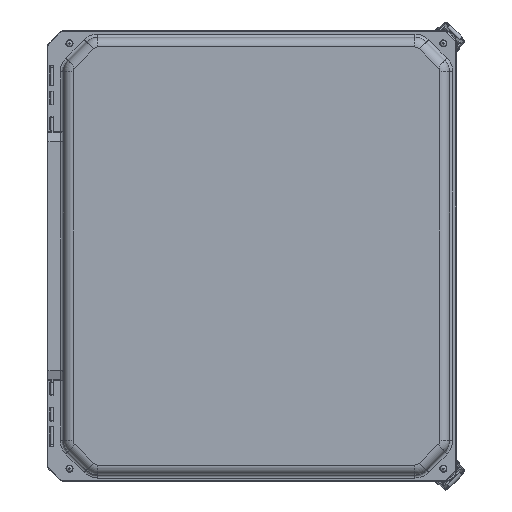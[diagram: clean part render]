
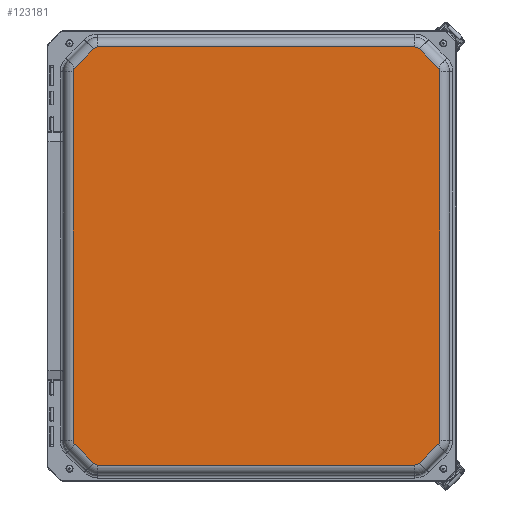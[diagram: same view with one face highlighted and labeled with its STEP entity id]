
A CAD part, top view. The second image highlights one B-rep face of the part: STEP entity #123181.
In plain terms, the highlighted planar face has unit normal (0, 0, 1).
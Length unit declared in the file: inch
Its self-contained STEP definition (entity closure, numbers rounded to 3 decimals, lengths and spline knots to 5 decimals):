
#338 = ORIENTED_EDGE ( 'NONE', *, *, #56253, .T. ) ;
#361 = VERTEX_POINT ( 'NONE', #19937 ) ;
#582 = VERTEX_POINT ( 'NONE', #103174 ) ;
#1532 = DIRECTION ( 'NONE',  ( 0., 0., 1. ) ) ;
#1582 = AXIS2_PLACEMENT_3D ( 'NONE', #52476, #117359, #97008 ) ;
#1909 = LINE ( 'NONE', #101096, #121311 ) ;
#4938 = EDGE_CURVE ( 'NONE', #31619, #131116, #12515, .T. ) ;
#6167 = ORIENTED_EDGE ( 'NONE', *, *, #112718, .T. ) ;
#6288 = ORIENTED_EDGE ( 'NONE', *, *, #111057, .T. ) ;
#6497 = LINE ( 'NONE', #80415, #112971 ) ;
#7469 = DIRECTION ( 'NONE',  ( 0., 0., 1. ) ) ;
#8119 = CARTESIAN_POINT ( 'NONE',  ( -0.001, 8.15336, 8.343 ) ) ;
#8490 = CIRCLE ( 'NONE', #34075, 0.25386 ) ;
#9724 = CARTESIAN_POINT ( 'NONE',  ( -6.36256, 8.079, 8.343 ) ) ;
#10160 = ORIENTED_EDGE ( 'NONE', *, *, #30228, .T. ) ;
#12515 = LINE ( 'NONE', #76498, #102670 ) ;
#13153 = EDGE_CURVE ( 'NONE', #103111, #73813, #65245, .T. ) ;
#13525 = AXIS2_PLACEMENT_3D ( 'NONE', #89549, #49929, #28337 ) ;
#14755 = DIRECTION ( 'NONE',  ( 0., 0., 1. ) ) ;
#17111 = CIRCLE ( 'NONE', #80778, 0.25386 ) ;
#19004 = CIRCLE ( 'NONE', #13525, 0.25386 ) ;
#19207 = FACE_OUTER_BOUND ( 'NONE', #123332, .T. ) ;
#19241 = EDGE_CURVE ( 'NONE', #54493, #35075, #1909, .T. ) ;
#19722 = DIRECTION ( 'NONE',  ( -0.707, 0.707, 0. ) ) ;
#19937 = CARTESIAN_POINT ( 'NONE',  ( 7.077, -7.36256, 8.343 ) ) ;
#20152 = ORIENTED_EDGE ( 'NONE', *, *, #26143, .T. ) ;
#20875 = VECTOR ( 'NONE', #87223, 39.37008 ) ;
#22192 = PLANE ( 'NONE',  #119791 ) ;
#24026 = CARTESIAN_POINT ( 'NONE',  ( -7.079, 7.36256, 8.343 ) ) ;
#25430 = CARTESIAN_POINT ( 'NONE',  ( -6.18306, 8.15336, 8.343 ) ) ;
#25458 = CARTESIAN_POINT ( 'NONE',  ( 7.15136, -7.18306, 8.343 ) ) ;
#26143 = EDGE_CURVE ( 'NONE', #116717, #118623, #111483, .T. ) ;
#28337 = DIRECTION ( 'NONE',  ( 1., 0., 0. ) ) ;
#29748 = DIRECTION ( 'NONE',  ( -1., 0., 0. ) ) ;
#30086 = DIRECTION ( 'NONE',  ( 1., 0., 0. ) ) ;
#30228 = EDGE_CURVE ( 'NONE', #67478, #53239, #54313, .T. ) ;
#31236 = ORIENTED_EDGE ( 'NONE', *, *, #90596, .T. ) ;
#31555 = VERTEX_POINT ( 'NONE', #73542 ) ;
#31619 = VERTEX_POINT ( 'NONE', #25458 ) ;
#32131 = ORIENTED_EDGE ( 'NONE', *, *, #13153, .T. ) ;
#33130 = CARTESIAN_POINT ( 'NONE',  ( -6.36256, 8.079, 8.343 ) ) ;
#34075 = AXIS2_PLACEMENT_3D ( 'NONE', #39036, #7469, #58792 ) ;
#35075 = VERTEX_POINT ( 'NONE', #67305 ) ;
#35582 = DIRECTION ( 'NONE',  ( 0., 0., 1. ) ) ;
#35992 = CARTESIAN_POINT ( 'NONE',  ( 7.15136, 7.18306, 8.343 ) ) ;
#36076 = CARTESIAN_POINT ( 'NONE',  ( 6.36056, -8.079, 8.343 ) ) ;
#36211 = LINE ( 'NONE', #56707, #58776 ) ;
#38576 = VERTEX_POINT ( 'NONE', #133093 ) ;
#39036 = CARTESIAN_POINT ( 'NONE',  ( -6.18306, 7.8995, 8.343 ) ) ;
#39139 = ORIENTED_EDGE ( 'NONE', *, *, #19241, .T. ) ;
#39624 = CIRCLE ( 'NONE', #128893, 0.25386 ) ;
#41322 = CIRCLE ( 'NONE', #76279, 0.25386 ) ;
#41345 = CARTESIAN_POINT ( 'NONE',  ( 6.8975, 7.18306, 8.343 ) ) ;
#41364 = CARTESIAN_POINT ( 'NONE',  ( -7.15336, -7.18306, 8.343 ) ) ;
#43539 = ORIENTED_EDGE ( 'NONE', *, *, #107188, .T. ) ;
#43806 = AXIS2_PLACEMENT_3D ( 'NONE', #63197, #1532, #94293 ) ;
#46451 = LINE ( 'NONE', #36076, #123987 ) ;
#48930 = ORIENTED_EDGE ( 'NONE', *, *, #4938, .T. ) ;
#49929 = DIRECTION ( 'NONE',  ( 0., 0., 1. ) ) ;
#52476 = CARTESIAN_POINT ( 'NONE',  ( 6.18106, 7.8995, 8.343 ) ) ;
#53239 = VERTEX_POINT ( 'NONE', #25430 ) ;
#54313 = LINE ( 'NONE', #8119, #126912 ) ;
#54493 = VERTEX_POINT ( 'NONE', #101650 ) ;
#56253 = EDGE_CURVE ( 'NONE', #35075, #93953, #39624, .T. ) ;
#56322 = VERTEX_POINT ( 'NONE', #41364 ) ;
#56707 = CARTESIAN_POINT ( 'NONE',  ( -0.001, -8.15336, 8.343 ) ) ;
#57345 = AXIS2_PLACEMENT_3D ( 'NONE', #109023, #35582, #65752 ) ;
#58776 = VECTOR ( 'NONE', #67919, 39.37008 ) ;
#58792 = DIRECTION ( 'NONE',  ( 0., -1., 0. ) ) ;
#59539 = CARTESIAN_POINT ( 'NONE',  ( -6.18306, -8.15336, 8.343 ) ) ;
#60582 = ORIENTED_EDGE ( 'NONE', *, *, #107072, .T. ) ;
#61967 = DIRECTION ( 'NONE',  ( 0., 0., 1. ) ) ;
#63197 = CARTESIAN_POINT ( 'NONE',  ( 6.18106, -7.8995, 8.343 ) ) ;
#65245 = LINE ( 'NONE', #33130, #105622 ) ;
#65752 = DIRECTION ( 'NONE',  ( 1., 0., 0. ) ) ;
#65852 = ORIENTED_EDGE ( 'NONE', *, *, #121503, .T. ) ;
#67305 = CARTESIAN_POINT ( 'NONE',  ( -6.36256, -8.079, 8.343 ) ) ;
#67478 = VERTEX_POINT ( 'NONE', #67522 ) ;
#67522 = CARTESIAN_POINT ( 'NONE',  ( 6.18106, 8.15336, 8.343 ) ) ;
#67919 = DIRECTION ( 'NONE',  ( 1., 0., 0. ) ) ;
#68564 = CIRCLE ( 'NONE', #1582, 0.25386 ) ;
#69548 = DIRECTION ( 'NONE',  ( 1., 0., 0. ) ) ;
#70621 = EDGE_CURVE ( 'NONE', #131116, #38576, #41322, .T. ) ;
#73542 = CARTESIAN_POINT ( 'NONE',  ( 6.36056, 8.079, 8.343 ) ) ;
#73813 = VERTEX_POINT ( 'NONE', #24026 ) ;
#76279 = AXIS2_PLACEMENT_3D ( 'NONE', #41345, #61967, #124712 ) ;
#76498 = CARTESIAN_POINT ( 'NONE',  ( 7.15136, 0., 8.343 ) ) ;
#76826 = CARTESIAN_POINT ( 'NONE',  ( -0.001, 0., 8.343 ) ) ;
#79378 = DIRECTION ( 'NONE',  ( 1., 0., 0. ) ) ;
#80415 = CARTESIAN_POINT ( 'NONE',  ( 7.077, 7.36256, 8.343 ) ) ;
#80778 = AXIS2_PLACEMENT_3D ( 'NONE', #97090, #14755, #69548 ) ;
#82044 = LINE ( 'NONE', #88109, #20875 ) ;
#82409 = CARTESIAN_POINT ( 'NONE',  ( 6.18106, -8.15336, 8.343 ) ) ;
#83540 = DIRECTION ( 'NONE',  ( -0.707, -0.707, 0. ) ) ;
#87223 = DIRECTION ( 'NONE',  ( 0., -1., 0. ) ) ;
#88109 = CARTESIAN_POINT ( 'NONE',  ( -7.15336, 0., 8.343 ) ) ;
#89549 = CARTESIAN_POINT ( 'NONE',  ( 6.8975, -7.18306, 8.343 ) ) ;
#90596 = EDGE_CURVE ( 'NONE', #118623, #361, #46451, .T. ) ;
#93419 = CARTESIAN_POINT ( 'NONE',  ( 6.36056, -8.079, 8.343 ) ) ;
#93953 = VERTEX_POINT ( 'NONE', #59539 ) ;
#94293 = DIRECTION ( 'NONE',  ( 0., -1., 0. ) ) ;
#97008 = DIRECTION ( 'NONE',  ( 1., 0., 0. ) ) ;
#97090 = CARTESIAN_POINT ( 'NONE',  ( -6.8995, -7.18306, 8.343 ) ) ;
#98621 = DIRECTION ( 'NONE',  ( 0., 1., 0. ) ) ;
#100351 = CIRCLE ( 'NONE', #57345, 0.25386 ) ;
#101096 = CARTESIAN_POINT ( 'NONE',  ( -7.079, -7.36256, 8.343 ) ) ;
#101650 = CARTESIAN_POINT ( 'NONE',  ( -7.079, -7.36256, 8.343 ) ) ;
#102670 = VECTOR ( 'NONE', #98621, 39.37008 ) ;
#103111 = VERTEX_POINT ( 'NONE', #9724 ) ;
#103174 = CARTESIAN_POINT ( 'NONE',  ( -7.15336, 7.18306, 8.343 ) ) ;
#103405 = EDGE_CURVE ( 'NONE', #31555, #67478, #68564, .T. ) ;
#103685 = ORIENTED_EDGE ( 'NONE', *, *, #131950, .T. ) ;
#104868 = ORIENTED_EDGE ( 'NONE', *, *, #115734, .T. ) ;
#105622 = VECTOR ( 'NONE', #83540, 39.37008 ) ;
#107072 = EDGE_CURVE ( 'NONE', #93953, #116717, #36211, .T. ) ;
#107188 = EDGE_CURVE ( 'NONE', #361, #31619, #19004, .T. ) ;
#107742 = DIRECTION ( 'NONE',  ( 0.707, 0.707, 0. ) ) ;
#109023 = CARTESIAN_POINT ( 'NONE',  ( -6.8995, 7.18306, 8.343 ) ) ;
#109798 = ORIENTED_EDGE ( 'NONE', *, *, #103405, .T. ) ;
#111057 = EDGE_CURVE ( 'NONE', #56322, #54493, #17111, .T. ) ;
#111475 = DIRECTION ( 'NONE',  ( 0.707, -0.707, 0. ) ) ;
#111483 = CIRCLE ( 'NONE', #43806, 0.25386 ) ;
#112077 = DIRECTION ( 'NONE',  ( 0., 0., 1. ) ) ;
#112718 = EDGE_CURVE ( 'NONE', #38576, #31555, #6497, .T. ) ;
#112971 = VECTOR ( 'NONE', #19722, 39.37008 ) ;
#113352 = DIRECTION ( 'NONE',  ( 0., 0., 1. ) ) ;
#113465 = ORIENTED_EDGE ( 'NONE', *, *, #70621, .T. ) ;
#115734 = EDGE_CURVE ( 'NONE', #582, #56322, #82044, .T. ) ;
#116717 = VERTEX_POINT ( 'NONE', #82409 ) ;
#117359 = DIRECTION ( 'NONE',  ( 0., 0., 1. ) ) ;
#118623 = VERTEX_POINT ( 'NONE', #93419 ) ;
#119791 = AXIS2_PLACEMENT_3D ( 'NONE', #76826, #113352, #79378 ) ;
#121311 = VECTOR ( 'NONE', #111475, 39.37008 ) ;
#121503 = EDGE_CURVE ( 'NONE', #53239, #103111, #8490, .T. ) ;
#123181 = ADVANCED_FACE ( 'NONE', ( #19207 ), #22192, .T. ) ;
#123332 = EDGE_LOOP ( 'NONE', ( #6288, #39139, #338, #60582, #20152, #31236, #43539, #48930, #113465, #6167, #109798, #10160, #65852, #32131, #103685, #104868 ) ) ;
#123398 = CARTESIAN_POINT ( 'NONE',  ( -6.18306, -7.8995, 8.343 ) ) ;
#123987 = VECTOR ( 'NONE', #107742, 39.37008 ) ;
#124712 = DIRECTION ( 'NONE',  ( 1., 0., 0. ) ) ;
#126912 = VECTOR ( 'NONE', #29748, 39.37008 ) ;
#128893 = AXIS2_PLACEMENT_3D ( 'NONE', #123398, #112077, #30086 ) ;
#131116 = VERTEX_POINT ( 'NONE', #35992 ) ;
#131950 = EDGE_CURVE ( 'NONE', #73813, #582, #100351, .T. ) ;
#133093 = CARTESIAN_POINT ( 'NONE',  ( 7.077, 7.36256, 8.343 ) ) ;
